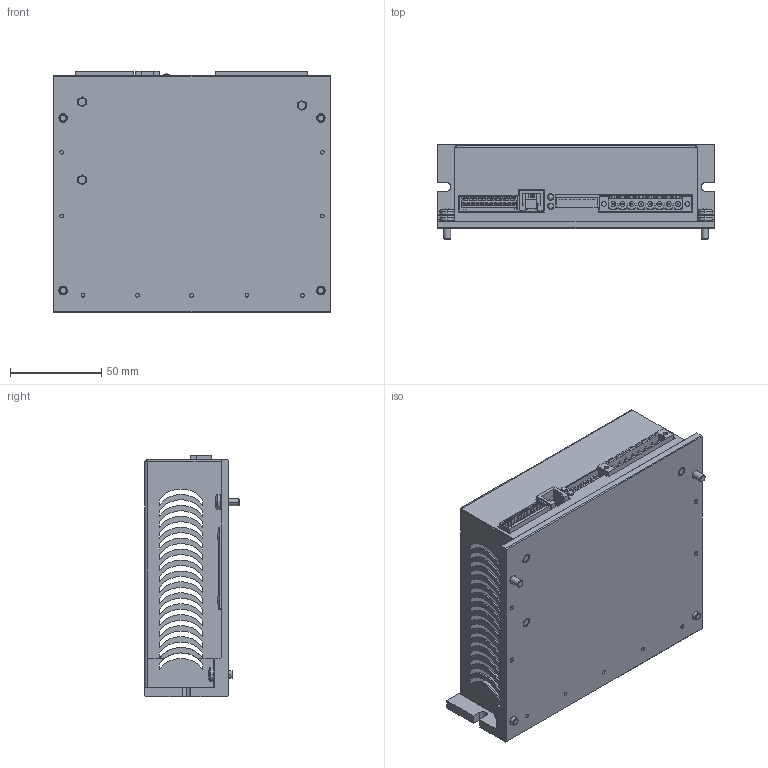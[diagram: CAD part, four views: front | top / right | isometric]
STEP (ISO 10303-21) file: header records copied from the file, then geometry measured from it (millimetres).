
FILE_DESCRIPTION (( 'STEP AP214' ), '1' );
FILE_NAME ('LW3A9030N2A1-00.STEP', '2024-05-08T15:11:09', ( '' ), ( '' ), 'SwSTEP 2.0', 'SolidWorks 2021', '' );
FILE_SCHEMA (( 'AUTOMOTIVE_DESIGN' ));
Length unit declared in the file: inch
Products named in the file (1): LW3A9030N2A1-00
Bounding box: 152 x 52 x 132.44 mm (x, y, z)
Volume: 173440.2 mm3; surface area: 161488 mm2
Topology: 23 solids, 23 shells, 2928 faces, 7737 edges, 5031 vertices
Faces by surface type: plane 1715, cylinder 966, bspline 146, cone 69, torus 32
Entity records: 95216 total; most frequent: CARTESIAN_POINT 21127, ORIENTED_EDGE 15448, DIRECTION 15013, EDGE_CURVE 7724, VERTEX_POINT 5031, AXIS2_PLACEMENT_3D 5010, VECTOR 4993, LINE 4993
